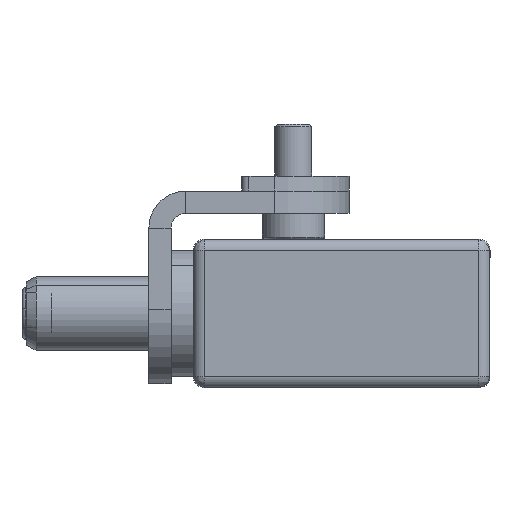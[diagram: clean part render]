
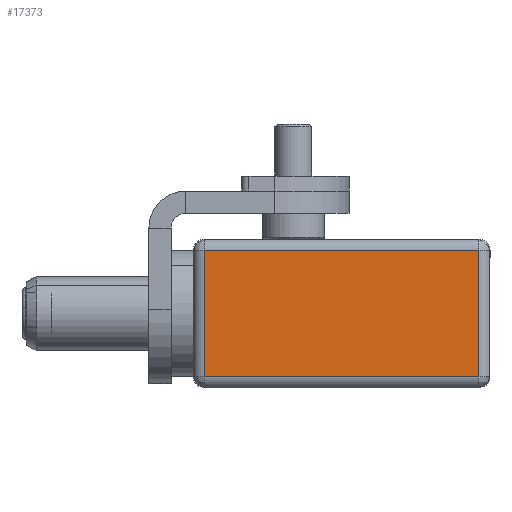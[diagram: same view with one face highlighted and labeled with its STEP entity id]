
A CAD part, left-side view. The second image highlights one B-rep face of the part: STEP entity #17373.
In plain terms, the highlighted planar face has unit normal (-1, 0, 0).
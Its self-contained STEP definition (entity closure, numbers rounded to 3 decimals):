
#20 = FACE_OUTER_BOUND ( 'NONE', #9389, .T. ) ;
#404 = ORIENTED_EDGE ( 'NONE', *, *, #13586, .F. ) ;
#1249 = CARTESIAN_POINT ( 'NONE',  ( -322.51, 7.5, -25. ) ) ;
#3497 = VERTEX_POINT ( 'NONE', #9912 ) ;
#3748 = AXIS2_PLACEMENT_3D ( 'NONE', #5000, #14099, #12206 ) ;
#5000 = CARTESIAN_POINT ( 'NONE',  ( -322.51, -11., -16.5 ) ) ;
#5055 = VECTOR ( 'NONE', #14663, 1000. ) ;
#5891 = CARTESIAN_POINT ( 'NONE',  ( -322.51, -31., -25. ) ) ;
#7293 = ORIENTED_EDGE ( 'NONE', *, *, #19189, .F. ) ;
#8001 = PLANE ( 'NONE',  #3748 ) ;
#8215 = VECTOR ( 'NONE', #15793, 1000. ) ;
#9389 = EDGE_LOOP ( 'NONE', ( #404, #14619, #16979, #7293 ) ) ;
#9678 = CARTESIAN_POINT ( 'NONE',  ( -322.51, -31., -8. ) ) ;
#9912 = CARTESIAN_POINT ( 'NONE',  ( -322.51, 7.5, -8. ) ) ;
#10193 = LINE ( 'NONE', #5891, #15347 ) ;
#10265 = VERTEX_POINT ( 'NONE', #1249 ) ;
#11959 = LINE ( 'NONE', #16569, #5055 ) ;
#11988 = DIRECTION ( 'NONE',  ( 0., 1., 0. ) ) ;
#12206 = DIRECTION ( 'NONE',  ( 0., 0., 1. ) ) ;
#12216 = CARTESIAN_POINT ( 'NONE',  ( -322.51, -29.5, -6.5 ) ) ;
#13114 = CARTESIAN_POINT ( 'NONE',  ( -322.51, -29.5, -25. ) ) ;
#13187 = EDGE_CURVE ( 'NONE', #17958, #18204, #13711, .T. ) ;
#13586 = EDGE_CURVE ( 'NONE', #18204, #10265, #10193, .T. ) ;
#13711 = LINE ( 'NONE', #12216, #14986 ) ;
#14099 = DIRECTION ( 'NONE',  ( -1., 0., 0. ) ) ;
#14272 = LINE ( 'NONE', #9678, #8215 ) ;
#14619 = ORIENTED_EDGE ( 'NONE', *, *, #13187, .F. ) ;
#14663 = DIRECTION ( 'NONE',  ( 0., 0., 1. ) ) ;
#14986 = VECTOR ( 'NONE', #18306, 1000. ) ;
#15347 = VECTOR ( 'NONE', #11988, 1000. ) ;
#15793 = DIRECTION ( 'NONE',  ( 0., -1., 0. ) ) ;
#16565 = CARTESIAN_POINT ( 'NONE',  ( -322.51, -29.5, -8. ) ) ;
#16569 = CARTESIAN_POINT ( 'NONE',  ( -322.51, 7.5, -6.5 ) ) ;
#16979 = ORIENTED_EDGE ( 'NONE', *, *, #18973, .F. ) ;
#17373 = ADVANCED_FACE ( 'NONE', ( #20 ), #8001, .T. ) ;
#17958 = VERTEX_POINT ( 'NONE', #16565 ) ;
#18204 = VERTEX_POINT ( 'NONE', #13114 ) ;
#18306 = DIRECTION ( 'NONE',  ( 0., 0., -1. ) ) ;
#18973 = EDGE_CURVE ( 'NONE', #3497, #17958, #14272, .T. ) ;
#19189 = EDGE_CURVE ( 'NONE', #10265, #3497, #11959, .T. ) ;
